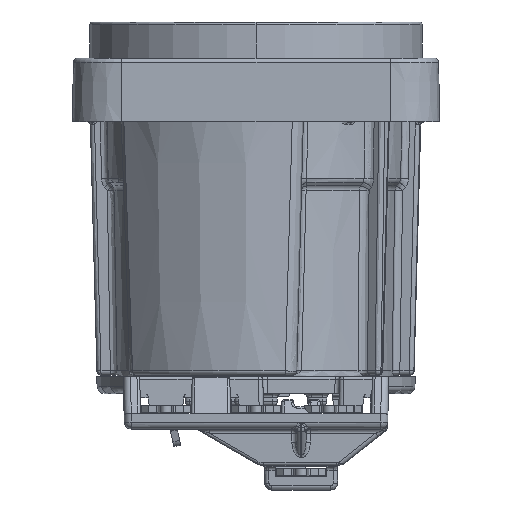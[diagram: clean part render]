
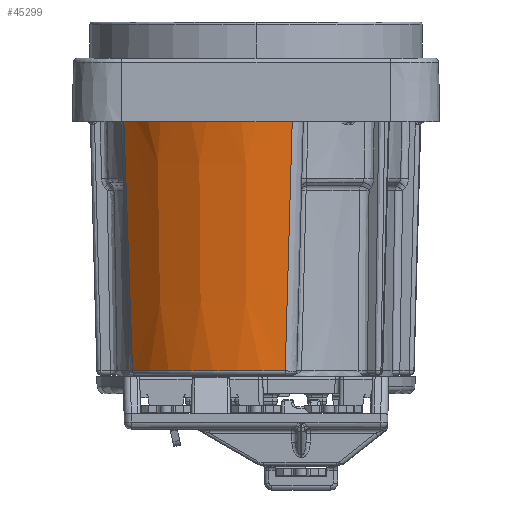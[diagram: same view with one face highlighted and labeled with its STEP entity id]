
A CAD part, front view. The second image highlights one B-rep face of the part: STEP entity #45299.
In plain terms, the highlighted conical face has half-angle 1.5 degrees and reference radius 11.485 mm.
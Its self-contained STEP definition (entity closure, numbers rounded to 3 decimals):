
#12911=CARTESIAN_POINT('',(0.,0.,-17.558));
#12912=DIRECTION('',(0.,0.,1.));
#12913=DIRECTION('',(-0.776,-0.631,0.));
#12914=AXIS2_PLACEMENT_3D('',#12911,#12912,#12913);
#12916=CARTESIAN_POINT('',(-9.389,-7.044,
2.013));
#12917=CARTESIAN_POINT('',(-9.338,-7.047,
0.537));
#12918=CARTESIAN_POINT('',(-9.233,-7.055,
-2.477));
#12919=CARTESIAN_POINT('',(-9.072,-7.065,
-7.119));
#12920=CARTESIAN_POINT('',(-8.898,-7.076,
-12.077));
#12921=CARTESIAN_POINT('',(-8.771,-7.083,
-15.685));
#12922=CARTESIAN_POINT('',(-8.705,-7.086,
-17.558));
#12924=CARTESIAN_POINT('',(0.,0.,2.013));
#12925=DIRECTION('',(0.,0.,-1.));
#12926=DIRECTION('',(0.222,-0.975,0.));
#12927=AXIS2_PLACEMENT_3D('',#12924,#12925,#12926);
#12929=CARTESIAN_POINT('',(2.61,-11.443,
2.013));
#12930=CARTESIAN_POINT('',(2.569,-11.414,
0.554));
#12931=CARTESIAN_POINT('',(2.485,-11.352,
-2.44));
#12932=CARTESIAN_POINT('',(2.353,-11.255,
-7.12));
#12933=CARTESIAN_POINT('',(2.213,-11.15,
-12.104));
#12934=CARTESIAN_POINT('',(2.111,-11.074,
-15.698));
#12935=CARTESIAN_POINT('',(2.058,-11.034,
-17.558));
#19012=CARTESIAN_POINT('',(2.61,-11.443,
2.013));
#19047=CARTESIAN_POINT('',(-8.705,-7.086,
-17.558));
#22977=VERTEX_POINT('',#19012);
#22980=CARTESIAN_POINT('',(-9.389,-7.044,
2.013));
#22981=VERTEX_POINT('',#22980);
#23179=VERTEX_POINT('',#19047);
#23181=CARTESIAN_POINT('',(2.058,-11.034,
-17.558));
#23182=VERTEX_POINT('',#23181);
#45284=CARTESIAN_POINT('',(0.,0.,-7.626));
#45285=DIRECTION('',(0.,0.,1.));
#45286=DIRECTION('',(0.,1.,0.));
#45287=AXIS2_PLACEMENT_3D('',#45284,#45285,#45286);
#45288=CONICAL_SURFACE('',#45287,11.485,1.5);
#45290=ORIENTED_EDGE('',*,*,#45289,.F.);
#45292=ORIENTED_EDGE('',*,*,#45291,.F.);
#45294=ORIENTED_EDGE('',*,*,#45293,.F.);
#45296=ORIENTED_EDGE('',*,*,#45295,.T.);
#45297=EDGE_LOOP('',(#45290,#45292,#45294,#45296));
#45298=FACE_OUTER_BOUND('',#45297,.F.);
#45299=ADVANCED_FACE('',(#45298),#45288,.T.);
#12915=CIRCLE('',#12914,11.225);
#12923=B_SPLINE_CURVE_WITH_KNOTS('',3,(#12916,#12917,#12918,#12919,#12920,
#12921,#12922),.UNSPECIFIED.,.F.,.F.,(4,1,1,1,4),(0.,0.25,0.5,0.75,
1.),.UNSPECIFIED.);
#12928=CIRCLE('',#12927,11.737);
#12936=B_SPLINE_CURVE_WITH_KNOTS('',3,(#12929,#12930,#12931,#12932,#12933,
#12934,#12935),.UNSPECIFIED.,.F.,.F.,(4,1,1,1,4),(0.,0.25,0.5,0.75,
1.),.UNSPECIFIED.);
#45289=EDGE_CURVE('',#23179,#23182,#12915,.T.);
#45291=EDGE_CURVE('',#22981,#23179,#12923,.T.);
#45293=EDGE_CURVE('',#22977,#22981,#12928,.T.);
#45295=EDGE_CURVE('',#22977,#23182,#12936,.T.);
